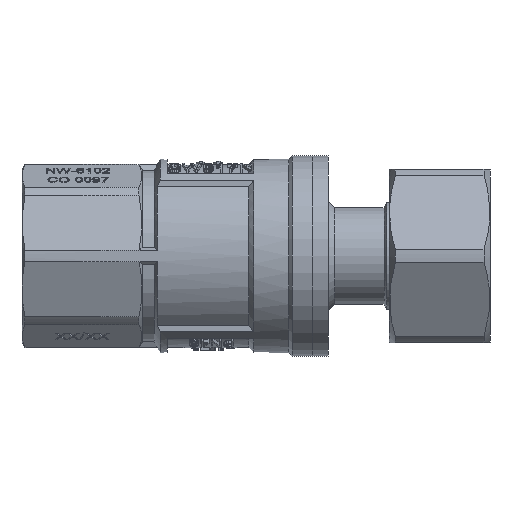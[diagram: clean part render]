
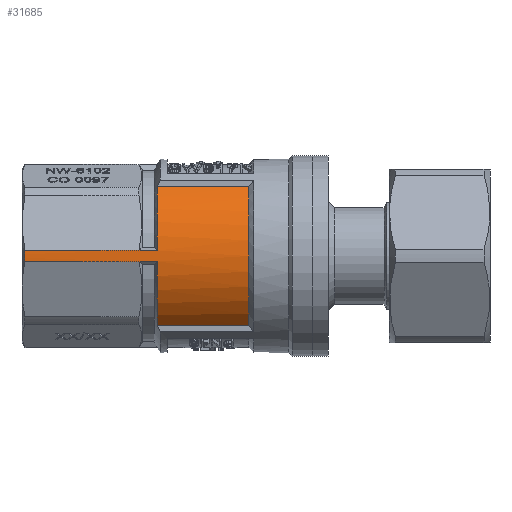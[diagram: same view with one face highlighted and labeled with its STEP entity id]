
A CAD part, front view. The second image highlights one B-rep face of the part: STEP entity #31685.
In plain terms, the highlighted cylindrical face has radius 13.75 mm (diameter 27.5 mm), a partial arc.
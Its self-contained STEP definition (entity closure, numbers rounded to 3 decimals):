
#1076=LINE('',#45741,#4568);
#1095=LINE('',#47604,#4587);
#1100=LINE('',#47635,#4592);
#1357=LINE('',#48473,#4849);
#1372=LINE('',#48716,#4864);
#1373=LINE('',#48718,#4865);
#4568=VECTOR('',#36422,1000.);
#4587=VECTOR('',#36655,1000.);
#4592=VECTOR('',#36672,1000.);
#4849=VECTOR('',#36977,1000.);
#4864=VECTOR('',#37024,1000.);
#4865=VECTOR('',#37027,1000.);
#8138=CYLINDRICAL_SURFACE('',#33827,13.75);
#9181=ORIENTED_EDGE('',*,*,#17825,.T.);
#9182=ORIENTED_EDGE('',*,*,#17941,.T.);
#9183=ORIENTED_EDGE('',*,*,#18274,.T.);
#9184=ORIENTED_EDGE('',*,*,#18275,.T.);
#9185=ORIENTED_EDGE('',*,*,#17922,.T.);
#9186=ORIENTED_EDGE('',*,*,#18248,.F.);
#9187=ORIENTED_EDGE('',*,*,#17968,.T.);
#9188=ORIENTED_EDGE('',*,*,#18615,.F.);
#9189=ORIENTED_EDGE('',*,*,#17959,.F.);
#9190=ORIENTED_EDGE('',*,*,#18619,.T.);
#17825=EDGE_CURVE('',#22622,#22623,#1076,.T.);
#17922=EDGE_CURVE('',#22718,#22717,#25875,.T.);
#17941=EDGE_CURVE('',#22623,#22736,#25884,.T.);
#17959=EDGE_CURVE('',#22750,#22751,#1095,.T.);
#17968=EDGE_CURVE('',#22758,#22759,#1100,.T.);
#18248=EDGE_CURVE('',#22758,#22717,#1357,.T.);
#18274=EDGE_CURVE('',#22736,#23033,#1372,.T.);
#18275=EDGE_CURVE('',#23033,#22718,#1373,.T.);
#18615=EDGE_CURVE('',#22751,#22759,#25923,.T.);
#18619=EDGE_CURVE('',#22750,#22622,#25925,.T.);
#22622=VERTEX_POINT('',#45742);
#22623=VERTEX_POINT('',#45743);
#22717=VERTEX_POINT('',#47061);
#22718=VERTEX_POINT('',#47063);
#22736=VERTEX_POINT('',#47460);
#22750=VERTEX_POINT('',#47603);
#22751=VERTEX_POINT('',#47605);
#22758=VERTEX_POINT('',#47636);
#22759=VERTEX_POINT('',#47637);
#23033=VERTEX_POINT('',#48699);
#25875=CIRCLE('',#33586,13.75);
#25884=CIRCLE('',#33596,13.75);
#25923=CIRCLE('',#33818,13.75);
#25925=CIRCLE('',#33825,13.75);
#26313=EDGE_LOOP('',(#9181,#9182,#9183,#9184,#9185,#9186,#9187,#9188,#9189,
#9190));
#28247=FACE_BOUND('',#26313,.T.);
#31685=ADVANCED_FACE('',(#28247),#8138,.T.);
#33586=AXIS2_PLACEMENT_3D('',#47062,#36613,#36614);
#33596=AXIS2_PLACEMENT_3D('',#47461,#36633,#36634);
#33818=AXIS2_PLACEMENT_3D('',#49444,#37538,#37539);
#33825=AXIS2_PLACEMENT_3D('',#49453,#37554,#37555);
#33827=AXIS2_PLACEMENT_3D('',#49455,#37558,#37559);
#36422=DIRECTION('',(-1.,0.,0.));
#36613=DIRECTION('',(1.,0.,0.));
#36614=DIRECTION('',(0.,-0.924,-0.383));
#36633=DIRECTION('',(1.,0.,0.));
#36634=DIRECTION('',(0.,-1.,0.));
#36655=DIRECTION('',(-1.,0.,0.));
#36672=DIRECTION('',(1.,0.,0.));
#36977=DIRECTION('',(-1.,0.,0.));
#37024=DIRECTION('',(-1.,0.,0.));
#37027=DIRECTION('',(-1.,0.,0.));
#37538=DIRECTION('',(-1.,0.,0.));
#37539=DIRECTION('',(0.,1.,0.));
#37554=DIRECTION('',(-1.,0.,0.));
#37555=DIRECTION('',(0.,1.,0.));
#37558=DIRECTION('',(-1.,0.,0.));
#37559=DIRECTION('',(0.,0.924,0.383));
#45741=CARTESIAN_POINT('',(-12.5,-9.,10.395));
#45742=CARTESIAN_POINT('',(3.5,-9.,10.395));
#45743=CARTESIAN_POINT('',(-10.186,-9.,10.395));
#47061=CARTESIAN_POINT('',(-30.05,-13.725,-0.837));
#47062=CARTESIAN_POINT('',(-30.05,0.,0.));
#47063=CARTESIAN_POINT('',(-30.05,-13.725,0.837));
#47460=CARTESIAN_POINT('',(-10.186,-13.725,0.837));
#47461=CARTESIAN_POINT('',(-10.186,0.,0.));
#47603=CARTESIAN_POINT('',(3.5,-9.,-10.395));
#47604=CARTESIAN_POINT('',(-12.5,-9.,-10.395));
#47605=CARTESIAN_POINT('',(-10.186,-9.,-10.395));
#47635=CARTESIAN_POINT('',(-12.5,-13.725,-0.837));
#47636=CARTESIAN_POINT('',(-12.95,-13.725,-0.837));
#47637=CARTESIAN_POINT('',(-10.186,-13.725,-0.837));
#48473=CARTESIAN_POINT('',(-21.5,-13.725,-0.837));
#48699=CARTESIAN_POINT('',(-12.95,-13.725,0.837));
#48716=CARTESIAN_POINT('',(-12.5,-13.725,0.837));
#48718=CARTESIAN_POINT('',(-21.5,-13.725,0.837));
#49444=CARTESIAN_POINT('',(-10.186,0.,0.));
#49453=CARTESIAN_POINT('',(3.5,0.,0.));
#49455=CARTESIAN_POINT('',(-12.5,0.,0.));
